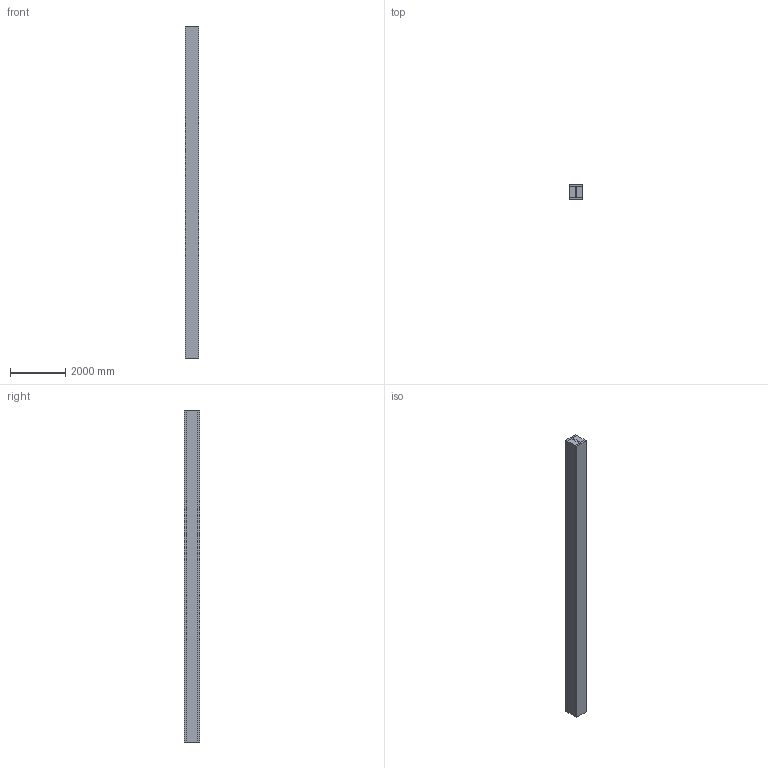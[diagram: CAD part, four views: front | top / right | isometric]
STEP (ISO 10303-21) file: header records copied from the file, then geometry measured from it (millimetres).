
FILE_DESCRIPTION(('FreeCAD Model'),'2;1');
FILE_NAME('BRS1.step','2020-09-30T12:16:46',('Author'),(''), 'Open CASCADE STEP processor 7.4','FreeCAD','Unknown');
FILE_SCHEMA(('AUTOMOTIVE_DESIGN { 1 0 10303 214 1 1 1 1 }'));
Length unit declared in the file: millimetre
Products named in the file (6): BRS1; GDMLBox_BRS10x1; BRS2; GDMLBox_BRS20x1; BRS3; GDMLBox_BRS30x1
Assembly tree (6 placements, depth 3):
  BRS1
    GDMLBox_BRS10x1
    BRS2  x2
      GDMLBox_BRS20x1
    BRS3
      GDMLBox_BRS30x1
Bounding box: 500 x 550 x 12000 mm (x, y, z)
Surface area: 64588000 mm2
Topology: 4 solids, 4 shells, 24 faces, 48 edges, 32 vertices
Faces by surface type: plane 24
Entity records: 1065 total; most frequent: DIRECTION 158, CARTESIAN_POINT 157, LINE 108, VECTOR 108, ORIENTED_EDGE 72, PCURVE 72, DEFINITIONAL_REPRESENTATION 72, EDGE_CURVE 36
